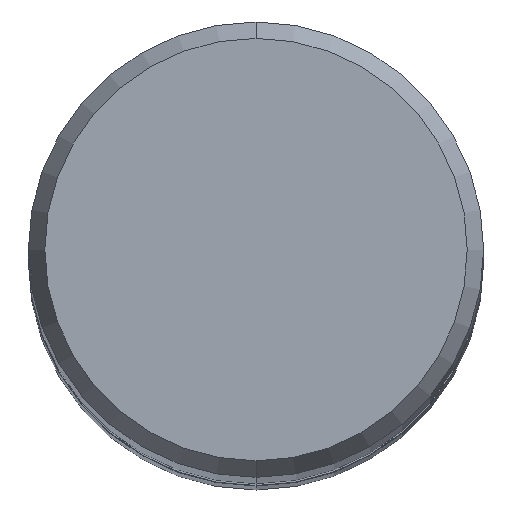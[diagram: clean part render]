
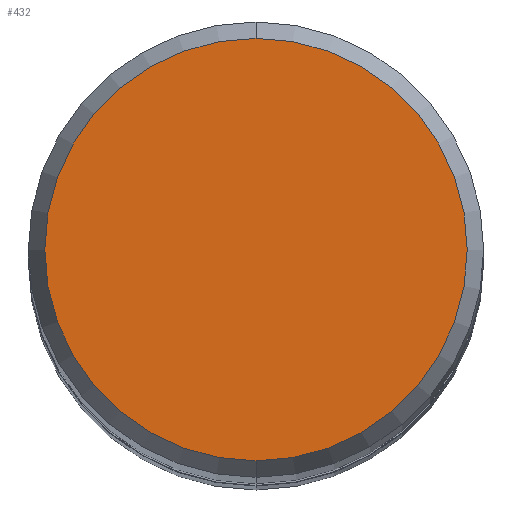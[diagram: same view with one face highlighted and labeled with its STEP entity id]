
A CAD part, top view. The second image highlights one B-rep face of the part: STEP entity #432.
In plain terms, the highlighted planar face has unit normal (0, 0, 1).
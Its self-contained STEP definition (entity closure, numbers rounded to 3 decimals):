
#186=EDGE_CURVE('',#208,#220,#499,.T.);
#208=VERTEX_POINT('',#523);
#220=VERTEX_POINT('',#536);
#418=EDGE_CURVE('',#220,#208,#752,.T.);
#432=ADVANCED_FACE('',(#769),#770,.T.);
#499=CIRCLE('',#848,2.946);
#523=CARTESIAN_POINT('',(0.,-2.946,0.));
#536=CARTESIAN_POINT('',(0.0,2.946,0.));
#752=CIRCLE('',#1372,2.946);
#769=FACE_OUTER_BOUND('',#1390,.T.);
#770=PLANE('',#1391);
#848=AXIS2_PLACEMENT_3D('',#1470,#1471,#1472);
#1372=AXIS2_PLACEMENT_3D('',#1728,#1729,#1730);
#1390=EDGE_LOOP('',(#1759,#1760));
#1391=AXIS2_PLACEMENT_3D('',#1761,#1762,#1763);
#1470=CARTESIAN_POINT('',(0.0,0.0,0.));
#1471=DIRECTION('',(0.0,0.0,-1.0));
#1472=DIRECTION('',(0.0,1.0,0.0));
#1728=CARTESIAN_POINT('',(0.0,0.0,0.));
#1729=DIRECTION('',(0.0,0.0,-1.0));
#1730=DIRECTION('',(0.0,1.0,0.0));
#1759=ORIENTED_EDGE('',*,*,#418,.F.);
#1760=ORIENTED_EDGE('',*,*,#186,.F.);
#1761=CARTESIAN_POINT('',(0.0,1.473,0.));
#1762=DIRECTION('',(-0.0,0.0,1.0));
#1763=DIRECTION('',(0.0,-1.0,0.0));
